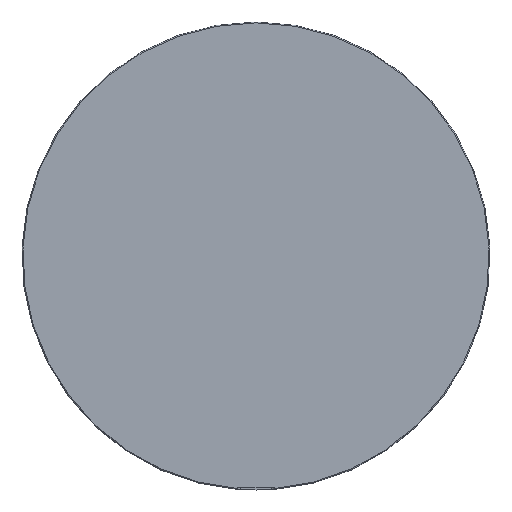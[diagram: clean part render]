
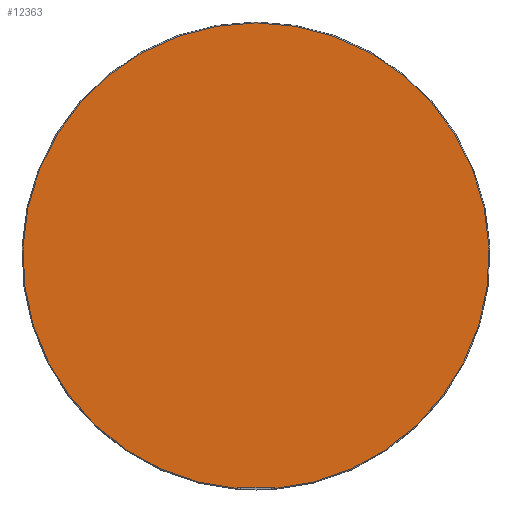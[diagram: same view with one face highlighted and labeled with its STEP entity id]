
A CAD part, left-side view. The second image highlights one B-rep face of the part: STEP entity #12363.
In plain terms, the highlighted face is planar.
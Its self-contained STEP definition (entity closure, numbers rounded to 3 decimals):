
#12316=CARTESIAN_POINT('Axis2P3D Location',(0.,0.,0.)) ;
#12321=CARTESIAN_POINT('Line Origine',(76.789,-6.036,0.)) ;
#12325=CARTESIAN_POINT('Vertex',(76.614,-6.036,0.)) ;
#12327=CARTESIAN_POINT('Vertex',(76.964,-6.036,0.)) ;
#12330=CARTESIAN_POINT('Axis2P3D Location',(0.,0.,0.)) ;
#12334=CARTESIAN_POINT('Vertex',(-77.2,0.,0.)) ;
#12337=CARTESIAN_POINT('Axis2P3D Location',(0.,0.,0.)) ;
#12341=CARTESIAN_POINT('Vertex',(76.964,6.036,0.)) ;
#12344=CARTESIAN_POINT('Line Origine',(76.789,6.036,0.)) ;
#12348=CARTESIAN_POINT('Vertex',(76.614,6.036,0.)) ;
#12351=CARTESIAN_POINT('Line Origine',(76.614,0.,0.)) ;
#12323=VECTOR('Line Direction',#12322,1.) ;
#12346=VECTOR('Line Direction',#12345,1.) ;
#12353=VECTOR('Line Direction',#12352,1.) ;
#12317=DIRECTION('Axis2P3D Direction',(0.,0.,1.)) ;
#12318=DIRECTION('Axis2P3D XDirection',(1.,0.,0.)) ;
#12322=DIRECTION('Vector Direction',(1.,0.,0.)) ;
#12331=DIRECTION('Axis2P3D Direction',(0.,0.,1.)) ;
#12338=DIRECTION('Axis2P3D Direction',(0.,0.,1.)) ;
#12345=DIRECTION('Vector Direction',(1.,0.,0.)) ;
#12352=DIRECTION('Vector Direction',(0.,-1.,0.)) ;
#12319=AXIS2_PLACEMENT_3D('Plane Axis2P3D',#12316,#12317,#12318) ;
#12332=AXIS2_PLACEMENT_3D('Circle Axis2P3D',#12330,#12331,$) ;
#12339=AXIS2_PLACEMENT_3D('Circle Axis2P3D',#12337,#12338,$) ;
#12324=LINE('Line',#12321,#12323) ;
#12347=LINE('Line',#12344,#12346) ;
#12354=LINE('Line',#12351,#12353) ;
#12333=CIRCLE('generated circle',#12332,77.2) ;
#12340=CIRCLE('generated circle',#12339,77.2) ;
#12320=PLANE('',#12319) ;
#12329=EDGE_CURVE('',#12326,#12328,#12324,.T.) ;
#12336=EDGE_CURVE('',#12328,#12335,#12333,.F.) ;
#12343=EDGE_CURVE('',#12335,#12342,#12340,.F.) ;
#12350=EDGE_CURVE('',#12349,#12342,#12347,.T.) ;
#12355=EDGE_CURVE('',#12349,#12326,#12354,.T.) ;
#12357=ORIENTED_EDGE('',*,*,#12329,.T.) ;
#12358=ORIENTED_EDGE('',*,*,#12336,.T.) ;
#12359=ORIENTED_EDGE('',*,*,#12343,.T.) ;
#12360=ORIENTED_EDGE('',*,*,#12350,.F.) ;
#12361=ORIENTED_EDGE('',*,*,#12355,.T.) ;
#12356=EDGE_LOOP('',(#12357,#12358,#12359,#12360,#12361)) ;
#12326=VERTEX_POINT('',#12325) ;
#12328=VERTEX_POINT('',#12327) ;
#12335=VERTEX_POINT('',#12334) ;
#12342=VERTEX_POINT('',#12341) ;
#12349=VERTEX_POINT('',#12348) ;
#12363=ADVANCED_FACE('Hauptk\X2\00F6\X0\rper',(#12362),#12320,.F.) ;
#12362=FACE_OUTER_BOUND('',#12356,.T.) ;
